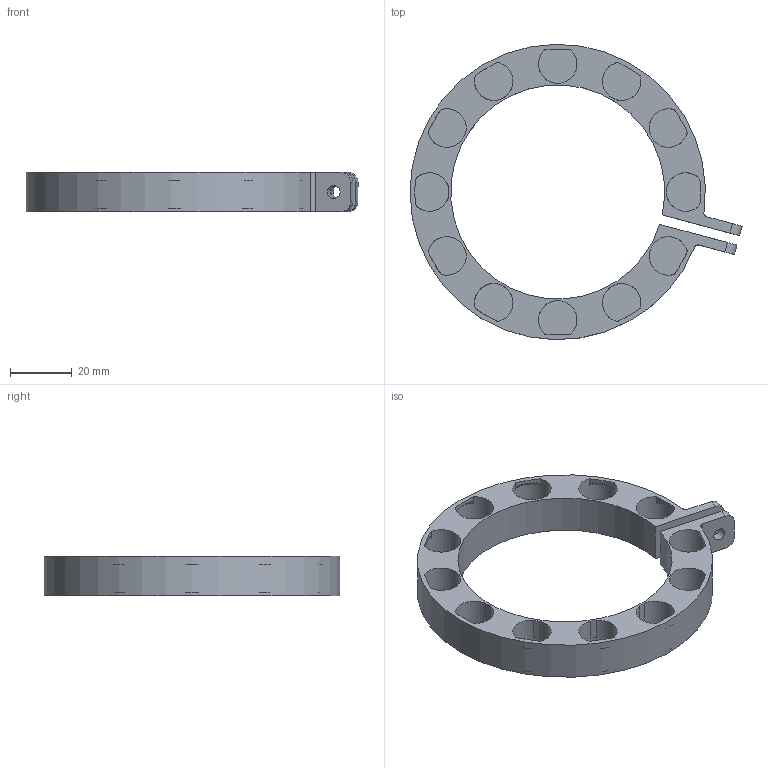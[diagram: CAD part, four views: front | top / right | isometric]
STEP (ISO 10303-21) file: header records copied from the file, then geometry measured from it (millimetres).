
FILE_DESCRIPTION(/* description */ (''),/* implementation_level */ '2;1');
FILE_NAME(/* name */ 'clamp-rev3 v4.step',/* time_stamp */ '2022-12-29T08:35:29-05:00',/* author */ (''),/* organization */ (''),/* preprocessor_version */ 'ST-DEVELOPER v19.2',/* originating_system */ 'Autodesk Translation Framework v11.17.0.187',/* authorisation */ '');
FILE_SCHEMA (('AUTOMOTIVE_DESIGN { 1 0 10303 214 3 1 1 }'));
Length unit declared in the file: millimetre
Products named in the file (3): clamp-rev3; magnet holder; magnet spacer
Assembly tree (2 placements, depth 2):
  clamp-rev3
    magnet holder
    magnet spacer
Bounding box: 107.62 x 95.73 x 12.7 mm (x, y, z)
Volume: 26679.2 mm3; surface area: 20039.7 mm2
Topology: 1 solids, 1 shells, 102 faces, 264 edges, 176 vertices
Faces by surface type: cylinder 46, plane 44, torus 12
Full cylindrical faces by diameter (mm): 4.191 x1, 5.334 x1, 12.508 x12
Entity records: 3563 total; most frequent: CARTESIAN_POINT 859, DIRECTION 606, ORIENTED_EDGE 528, EDGE_CURVE 264, AXIS2_PLACEMENT_3D 259, VERTEX_POINT 176, CIRCLE 152, EDGE_LOOP 118
